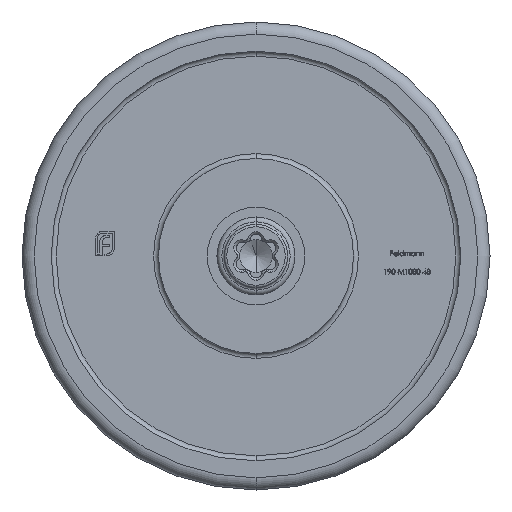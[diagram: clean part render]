
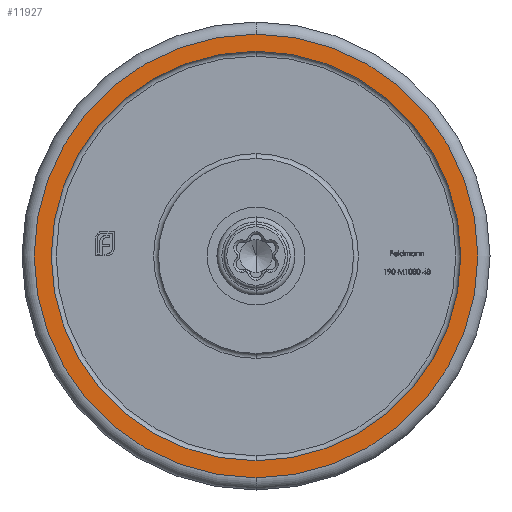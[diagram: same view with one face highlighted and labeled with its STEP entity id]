
A CAD part, front view. The second image highlights one B-rep face of the part: STEP entity #11927.
In plain terms, the highlighted planar face has unit normal (0, -1, 0).
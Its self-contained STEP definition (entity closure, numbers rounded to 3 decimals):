
#949 = DIRECTION ( 'NONE',  ( 0., -1., 0. ) ) ;
#961 = CARTESIAN_POINT ( 'NONE',  ( 24., 0., 0. ) ) ;
#1627 = CIRCLE ( 'NONE', #8850, 21. ) ;
#1683 = ORIENTED_EDGE ( 'NONE', *, *, #2094, .F. ) ;
#1781 = FACE_OUTER_BOUND ( 'NONE', #17575, .T. ) ;
#1849 = AXIS2_PLACEMENT_3D ( 'NONE', #7391, #2324, #5496 ) ;
#2094 = EDGE_CURVE ( 'NONE', #17490, #20736, #1627, .T. ) ;
#2324 = DIRECTION ( 'NONE',  ( 0., -1., 0. ) ) ;
#2527 = EDGE_CURVE ( 'NONE', #20736, #17490, #18688, .T. ) ;
#3518 = FACE_BOUND ( 'NONE', #3827, .T. ) ;
#3827 = EDGE_LOOP ( 'NONE', ( #4224, #1683 ) ) ;
#4224 = ORIENTED_EDGE ( 'NONE', *, *, #2527, .F. ) ;
#4608 = CARTESIAN_POINT ( 'NONE',  ( 0., 0., 22.75 ) ) ;
#5020 = EDGE_CURVE ( 'NONE', #19087, #13651, #6489, .T. ) ;
#5496 = DIRECTION ( 'NONE',  ( 0., 0., -1. ) ) ;
#5575 = DIRECTION ( 'NONE',  ( 0., 0., -1. ) ) ;
#6318 = AXIS2_PLACEMENT_3D ( 'NONE', #8728, #12083, #5575 ) ;
#6397 = ORIENTED_EDGE ( 'NONE', *, *, #12105, .T. ) ;
#6489 = CIRCLE ( 'NONE', #13317, 22.75 ) ;
#6561 = CARTESIAN_POINT ( 'NONE',  ( 0., 0., -22.75 ) ) ;
#7302 = CIRCLE ( 'NONE', #6318, 22.75 ) ;
#7391 = CARTESIAN_POINT ( 'NONE',  ( 0., 0., 0. ) ) ;
#8728 = CARTESIAN_POINT ( 'NONE',  ( 0., 0., 0. ) ) ;
#8850 = AXIS2_PLACEMENT_3D ( 'NONE', #9016, #949, #10691 ) ;
#9016 = CARTESIAN_POINT ( 'NONE',  ( 0., 0., 0. ) ) ;
#9277 = CARTESIAN_POINT ( 'NONE',  ( 0., 0., 0. ) ) ;
#10489 = CARTESIAN_POINT ( 'NONE',  ( 0., 0., 21. ) ) ;
#10691 = DIRECTION ( 'NONE',  ( 0., 0., -1. ) ) ;
#11927 = ADVANCED_FACE ( 'NONE', ( #1781, #3518 ), #20331, .T. ) ;
#12083 = DIRECTION ( 'NONE',  ( 0., -1., 0. ) ) ;
#12105 = EDGE_CURVE ( 'NONE', #13651, #19087, #7302, .T. ) ;
#12244 = DIRECTION ( 'NONE',  ( 0., -1., 0. ) ) ;
#13317 = AXIS2_PLACEMENT_3D ( 'NONE', #9277, #19042, #20644 ) ;
#13651 = VERTEX_POINT ( 'NONE', #6561 ) ;
#14589 = CARTESIAN_POINT ( 'NONE',  ( 0., 0., -21. ) ) ;
#14912 = ORIENTED_EDGE ( 'NONE', *, *, #5020, .T. ) ;
#17490 = VERTEX_POINT ( 'NONE', #10489 ) ;
#17575 = EDGE_LOOP ( 'NONE', ( #6397, #14912 ) ) ;
#18627 = DIRECTION ( 'NONE',  ( 0., 0., -1. ) ) ;
#18688 = CIRCLE ( 'NONE', #1849, 21. ) ;
#19042 = DIRECTION ( 'NONE',  ( 0., -1., 0. ) ) ;
#19087 = VERTEX_POINT ( 'NONE', #4608 ) ;
#19629 = AXIS2_PLACEMENT_3D ( 'NONE', #961, #12244, #18627 ) ;
#20331 = PLANE ( 'NONE',  #19629 ) ;
#20644 = DIRECTION ( 'NONE',  ( 0., 0., -1. ) ) ;
#20736 = VERTEX_POINT ( 'NONE', #14589 ) ;
